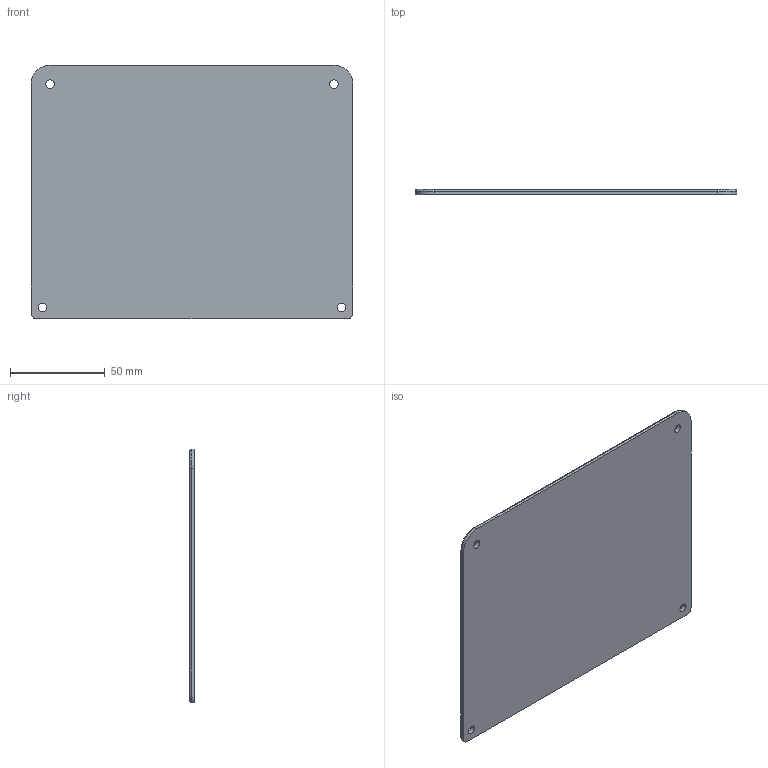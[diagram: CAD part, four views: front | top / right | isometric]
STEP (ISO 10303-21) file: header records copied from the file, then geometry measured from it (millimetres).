
FILE_DESCRIPTION(/* description */ (''),/* implementation_level */ '2;1');
FILE_NAME(/* name */ 'FPP_Lid.stp',/* time_stamp */ '2025-05-16T20:06:46+01:00',/* author */ (''),/* organization */ (''),/* preprocessor_version */ 'ST-DEVELOPER v16',/* originating_system */ 'SIEMENS PLM Software NX 10.0',/* authorisation */ '');
FILE_SCHEMA (('AUTOMOTIVE_DESIGN { 1 0 10303 214 3 1 1 1 }'));
Length unit declared in the file: millimetre
Products named in the file (1): Owne2DDCE4A3dbge
Bounding box: 170 x 2.5 x 134 mm (x, y, z)
Volume: 56204 mm3; surface area: 47283.9 mm2
Topology: 1 solids, 1 shells, 371 faces, 928 edges, 616 vertices
Faces by surface type: plane 221, extrusion 134, cylinder 12, torus 4
Full cylindrical faces by diameter (mm): 4.5 x4
Entity records: 13888 total; most frequent: CARTESIAN_POINT 6118, ORIENTED_EDGE 1836, DIRECTION 972, EDGE_CURVE 918, B_SPLINE_CURVE_WITH_KNOTS 718, VERTEX_POINT 616, EDGE_LOOP 446, VECTOR 440
